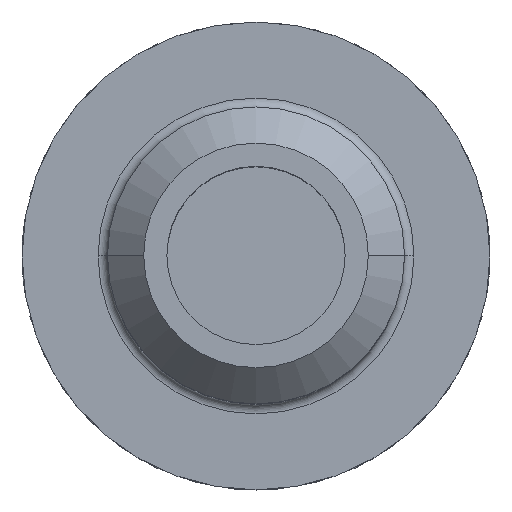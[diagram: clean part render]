
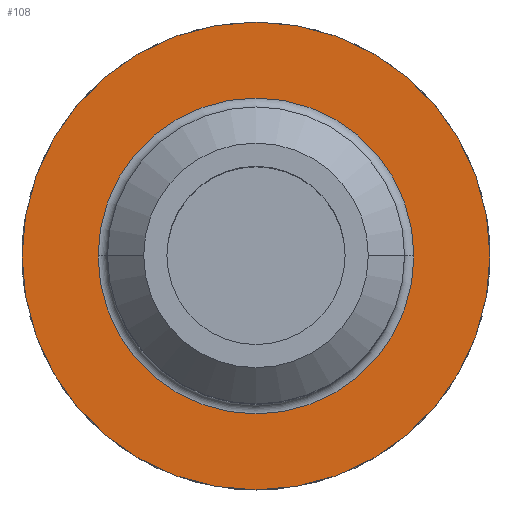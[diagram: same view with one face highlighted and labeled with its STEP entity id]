
A CAD part, top view. The second image highlights one B-rep face of the part: STEP entity #108.
In plain terms, the highlighted planar face has unit normal (0, 0, 1).
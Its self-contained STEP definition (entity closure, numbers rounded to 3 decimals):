
#64 = EDGE_CURVE ( 'NONE', #1149, #1392, #337, .T. ) ;
#74 = CIRCLE ( 'NONE', #1119, 50. ) ;
#108 = ADVANCED_FACE ( 'NONE', ( #567, #1323 ), #1469, .F. ) ;
#141 = DIRECTION ( 'NONE',  ( -1., 0., 0. ) ) ;
#230 = AXIS2_PLACEMENT_3D ( 'NONE', #607, #867, #1514 ) ;
#337 = CIRCLE ( 'NONE', #1494, 33.75 ) ;
#367 = ORIENTED_EDGE ( 'NONE', *, *, #1236, .F. ) ;
#432 = CARTESIAN_POINT ( 'NONE',  ( -50., 0., 38. ) ) ;
#527 = EDGE_CURVE ( 'NONE', #1392, #1149, #1047, .T. ) ;
#540 = CARTESIAN_POINT ( 'NONE',  ( -33.75, 0., 38. ) ) ;
#567 = FACE_BOUND ( 'NONE', #575, .T. ) ;
#575 = EDGE_LOOP ( 'NONE', ( #942, #875 ) ) ;
#606 = VERTEX_POINT ( 'NONE', #1368 ) ;
#607 = CARTESIAN_POINT ( 'NONE',  ( 0., 0., 38. ) ) ;
#610 = ORIENTED_EDGE ( 'NONE', *, *, #1244, .F. ) ;
#674 = DIRECTION ( 'NONE',  ( 0., 0., -1. ) ) ;
#694 = DIRECTION ( 'NONE',  ( 0., 0., -1. ) ) ;
#714 = EDGE_LOOP ( 'NONE', ( #610, #367 ) ) ;
#867 = DIRECTION ( 'NONE',  ( 0., 0., -1. ) ) ;
#875 = ORIENTED_EDGE ( 'NONE', *, *, #64, .T. ) ;
#939 = VERTEX_POINT ( 'NONE', #432 ) ;
#942 = ORIENTED_EDGE ( 'NONE', *, *, #527, .T. ) ;
#1047 = CIRCLE ( 'NONE', #230, 33.75 ) ;
#1089 = CIRCLE ( 'NONE', #1624, 50. ) ;
#1107 = DIRECTION ( 'NONE',  ( -1., 0., 0. ) ) ;
#1119 = AXIS2_PLACEMENT_3D ( 'NONE', #1394, #1378, #1503 ) ;
#1149 = VERTEX_POINT ( 'NONE', #1385 ) ;
#1236 = EDGE_CURVE ( 'NONE', #606, #939, #74, .T. ) ;
#1244 = EDGE_CURVE ( 'NONE', #939, #606, #1089, .T. ) ;
#1253 = DIRECTION ( 'NONE',  ( 0., 0., -1. ) ) ;
#1289 = DIRECTION ( 'NONE',  ( -1., 0., 0. ) ) ;
#1323 = FACE_OUTER_BOUND ( 'NONE', #714, .T. ) ;
#1347 = AXIS2_PLACEMENT_3D ( 'NONE', #1475, #694, #1107 ) ;
#1368 = CARTESIAN_POINT ( 'NONE',  ( 50., 0., 38. ) ) ;
#1378 = DIRECTION ( 'NONE',  ( 0., 0., -1. ) ) ;
#1385 = CARTESIAN_POINT ( 'NONE',  ( 33.75, 0., 38. ) ) ;
#1392 = VERTEX_POINT ( 'NONE', #540 ) ;
#1394 = CARTESIAN_POINT ( 'NONE',  ( 0., 0., 38. ) ) ;
#1469 = PLANE ( 'NONE',  #1347 ) ;
#1475 = CARTESIAN_POINT ( 'NONE',  ( 0., 31.75, 38. ) ) ;
#1494 = AXIS2_PLACEMENT_3D ( 'NONE', #1562, #674, #141 ) ;
#1503 = DIRECTION ( 'NONE',  ( -1., 0., 0. ) ) ;
#1507 = CARTESIAN_POINT ( 'NONE',  ( 0., 0., 38. ) ) ;
#1514 = DIRECTION ( 'NONE',  ( -1., 0., 0. ) ) ;
#1562 = CARTESIAN_POINT ( 'NONE',  ( 0., 0., 38. ) ) ;
#1624 = AXIS2_PLACEMENT_3D ( 'NONE', #1507, #1253, #1289 ) ;
